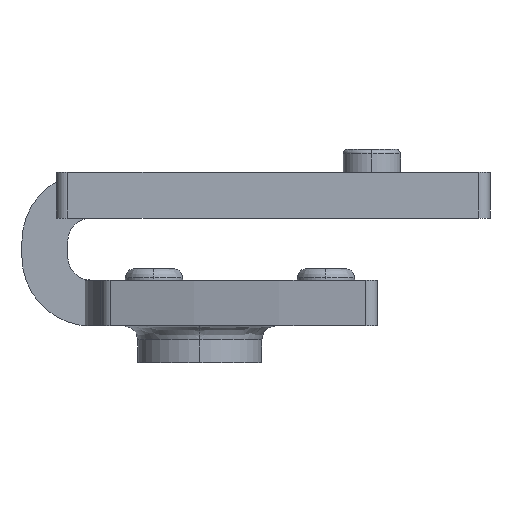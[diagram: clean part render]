
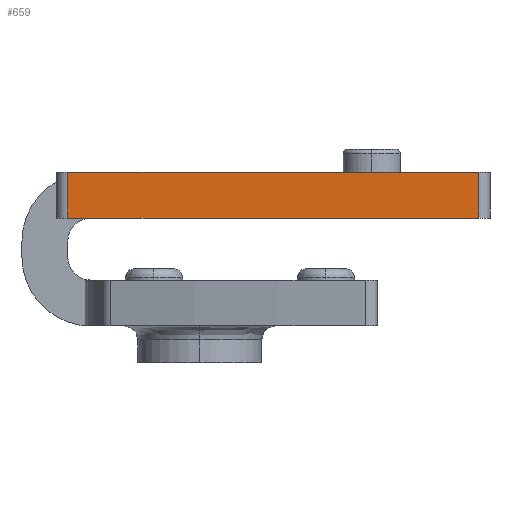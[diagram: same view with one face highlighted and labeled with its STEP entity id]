
A CAD part, left-side view. The second image highlights one B-rep face of the part: STEP entity #659.
In plain terms, the highlighted planar face has unit normal (-1, 0, 0).
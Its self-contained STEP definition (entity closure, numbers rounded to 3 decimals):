
#66 = ORIENTED_EDGE ( 'NONE', *, *, #2268, .F. ) ;
#97 = LINE ( 'NONE', #1413, #1242 ) ;
#146 = VERTEX_POINT ( 'NONE', #1215 ) ;
#322 = AXIS2_PLACEMENT_3D ( 'NONE', #2755, #3406, #738 ) ;
#540 = DIRECTION ( 'NONE',  ( 0., 0., 1. ) ) ;
#561 = VECTOR ( 'NONE', #540, 1000. ) ;
#659 = ADVANCED_FACE ( 'NONE', ( #4136 ), #3386, .T. ) ;
#738 = DIRECTION ( 'NONE',  ( 0., 0., 1. ) ) ;
#927 = VECTOR ( 'NONE', #4186, 1000. ) ;
#1215 = CARTESIAN_POINT ( 'NONE',  ( 2717.162, 340.556, 4.7 ) ) ;
#1241 = ORIENTED_EDGE ( 'NONE', *, *, #3124, .T. ) ;
#1242 = VECTOR ( 'NONE', #1727, 1000. ) ;
#1246 = VERTEX_POINT ( 'NONE', #3821 ) ;
#1273 = CARTESIAN_POINT ( 'NONE',  ( 2717.162, 340.556, 6.7 ) ) ;
#1347 = DIRECTION ( 'NONE',  ( 0., 0., -1. ) ) ;
#1413 = CARTESIAN_POINT ( 'NONE',  ( 2717.162, 358.456, 6.7 ) ) ;
#1727 = DIRECTION ( 'NONE',  ( 0., 1., 0. ) ) ;
#1890 = LINE ( 'NONE', #2867, #927 ) ;
#1926 = VECTOR ( 'NONE', #1347, 1000. ) ;
#2059 = EDGE_CURVE ( 'NONE', #2606, #1246, #2692, .T. ) ;
#2249 = VERTEX_POINT ( 'NONE', #1273 ) ;
#2268 = EDGE_CURVE ( 'NONE', #146, #1246, #1890, .T. ) ;
#2376 = CARTESIAN_POINT ( 'NONE',  ( 2717.162, 358.456, 6.7 ) ) ;
#2606 = VERTEX_POINT ( 'NONE', #2376 ) ;
#2692 = LINE ( 'NONE', #3321, #1926 ) ;
#2755 = CARTESIAN_POINT ( 'NONE',  ( 2717.162, 358.456, 6.7 ) ) ;
#2862 = LINE ( 'NONE', #4221, #561 ) ;
#2867 = CARTESIAN_POINT ( 'NONE',  ( 2717.162, 720.761, 4.7 ) ) ;
#2958 = EDGE_LOOP ( 'NONE', ( #66, #3049, #1241, #3943 ) ) ;
#3049 = ORIENTED_EDGE ( 'NONE', *, *, #3559, .T. ) ;
#3124 = EDGE_CURVE ( 'NONE', #2249, #2606, #97, .T. ) ;
#3321 = CARTESIAN_POINT ( 'NONE',  ( 2717.162, 358.456, 6.7 ) ) ;
#3386 = PLANE ( 'NONE',  #322 ) ;
#3406 = DIRECTION ( 'NONE',  ( -1., 0., 0. ) ) ;
#3559 = EDGE_CURVE ( 'NONE', #146, #2249, #2862, .T. ) ;
#3821 = CARTESIAN_POINT ( 'NONE',  ( 2717.162, 358.456, 4.7 ) ) ;
#3943 = ORIENTED_EDGE ( 'NONE', *, *, #2059, .T. ) ;
#4136 = FACE_OUTER_BOUND ( 'NONE', #2958, .T. ) ;
#4186 = DIRECTION ( 'NONE',  ( 0., 1., 0. ) ) ;
#4221 = CARTESIAN_POINT ( 'NONE',  ( 2717.162, 340.556, 6.7 ) ) ;
